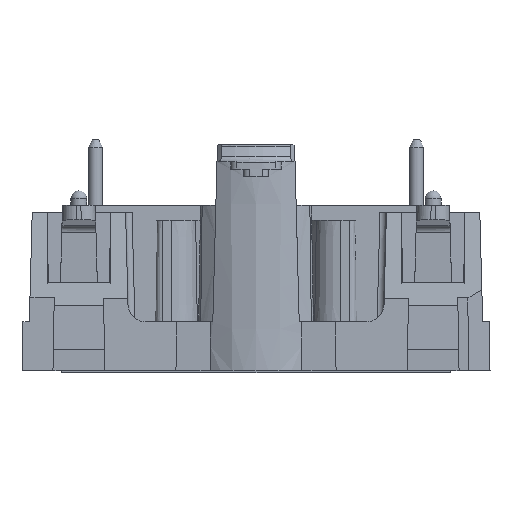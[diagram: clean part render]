
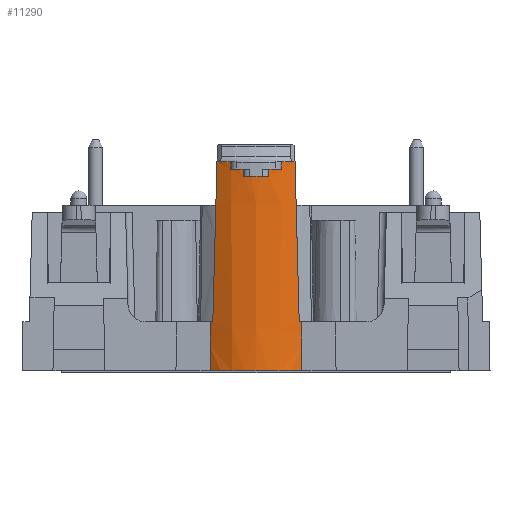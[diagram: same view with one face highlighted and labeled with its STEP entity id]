
A CAD part, left-side view. The second image highlights one B-rep face of the part: STEP entity #11290.
In plain terms, the highlighted conical face has half-angle 0.516 degrees and reference radius 5.5 mm.
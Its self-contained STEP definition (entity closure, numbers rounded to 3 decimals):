
#36=ELLIPSE('',#15318,283.039,6.957);
#37=ELLIPSE('',#15334,283.039,6.957);
#82=ELLIPSE('',#15530,248.172,3.71);
#83=ELLIPSE('',#15533,248.172,3.71);
#230=CONICAL_SURFACE('',#15531,5.5,0.009);
#320=CIRCLE('',#15320,5.6);
#321=CIRCLE('',#15323,5.595);
#322=CIRCLE('',#15326,5.591);
#323=CIRCLE('',#15329,5.595);
#324=CIRCLE('',#15332,5.6);
#378=CIRCLE('',#15521,5.5);
#380=CIRCLE('',#15524,5.5);
#383=CIRCLE('',#15532,5.469);
#746=B_SPLINE_CURVE_WITH_KNOTS('',3,(#22660,#22661,#22662,#22663,#22664,
#22665,#22666),.UNSPECIFIED.,.F.,.F.,(4,3,4),(0.002,0.002,
0.002),.UNSPECIFIED.);
#747=B_SPLINE_CURVE_WITH_KNOTS('',3,(#22674,#22675,#22676,#22677,#22678,
#22679,#22680),.UNSPECIFIED.,.F.,.F.,(4,3,4),(0.002,0.002,
0.003),.UNSPECIFIED.);
#748=B_SPLINE_CURVE_WITH_KNOTS('',3,(#22688,#22689,#22690,#22691,#22692,
#22693,#22694),.UNSPECIFIED.,.F.,.F.,(4,3,4),(0.002,0.002,
0.002),.UNSPECIFIED.);
#749=B_SPLINE_CURVE_WITH_KNOTS('',3,(#22702,#22703,#22704,#22705,#22706,
#22707,#22708),.UNSPECIFIED.,.F.,.F.,(4,3,4),(0.002,0.002,
0.002),.UNSPECIFIED.);
#2446=ORIENTED_EDGE('',*,*,#5005,.F.);
#2447=ORIENTED_EDGE('',*,*,#5006,.F.);
#2448=ORIENTED_EDGE('',*,*,#4998,.T.);
#2449=ORIENTED_EDGE('',*,*,#4786,.F.);
#2450=ORIENTED_EDGE('',*,*,#4784,.T.);
#2451=ORIENTED_EDGE('',*,*,#4782,.T.);
#2452=ORIENTED_EDGE('',*,*,#4780,.T.);
#2453=ORIENTED_EDGE('',*,*,#4778,.T.);
#2454=ORIENTED_EDGE('',*,*,#4776,.T.);
#2455=ORIENTED_EDGE('',*,*,#4774,.T.);
#2456=ORIENTED_EDGE('',*,*,#4772,.T.);
#2457=ORIENTED_EDGE('',*,*,#4770,.T.);
#2458=ORIENTED_EDGE('',*,*,#4768,.T.);
#2459=ORIENTED_EDGE('',*,*,#4766,.F.);
#2460=ORIENTED_EDGE('',*,*,#4996,.T.);
#2461=ORIENTED_EDGE('',*,*,#5003,.T.);
#4766=EDGE_CURVE('',#6227,#6228,#36,.F.);
#4768=EDGE_CURVE('',#6229,#6228,#320,.T.);
#4770=EDGE_CURVE('',#6230,#6229,#746,.T.);
#4772=EDGE_CURVE('',#6231,#6230,#321,.T.);
#4774=EDGE_CURVE('',#6232,#6231,#747,.T.);
#4776=EDGE_CURVE('',#6233,#6232,#322,.T.);
#4778=EDGE_CURVE('',#6234,#6233,#748,.T.);
#4780=EDGE_CURVE('',#6235,#6234,#323,.T.);
#4782=EDGE_CURVE('',#6236,#6235,#749,.T.);
#4784=EDGE_CURVE('',#6237,#6236,#324,.T.);
#4786=EDGE_CURVE('',#6237,#6238,#37,.F.);
#4996=EDGE_CURVE('',#6227,#6366,#378,.T.);
#4998=EDGE_CURVE('',#6367,#6238,#380,.T.);
#5003=EDGE_CURVE('',#6366,#6372,#82,.F.);
#5005=EDGE_CURVE('',#6373,#6372,#383,.F.);
#5006=EDGE_CURVE('',#6367,#6373,#83,.T.);
#6227=VERTEX_POINT('',#22651);
#6228=VERTEX_POINT('',#22653);
#6229=VERTEX_POINT('',#22657);
#6230=VERTEX_POINT('',#22667);
#6231=VERTEX_POINT('',#22671);
#6232=VERTEX_POINT('',#22681);
#6233=VERTEX_POINT('',#22685);
#6234=VERTEX_POINT('',#22695);
#6235=VERTEX_POINT('',#22699);
#6236=VERTEX_POINT('',#22709);
#6237=VERTEX_POINT('',#22713);
#6238=VERTEX_POINT('',#22717);
#6366=VERTEX_POINT('',#23167);
#6367=VERTEX_POINT('',#23171);
#6372=VERTEX_POINT('',#23184);
#6373=VERTEX_POINT('',#23189);
#9390=EDGE_LOOP('',(#2446,#2447,#2448,#2449,#2450,#2451,#2452,#2453,#2454,
#2455,#2456,#2457,#2458,#2459,#2460,#2461));
#10154=FACE_BOUND('',#9390,.T.);
#11290=ADVANCED_FACE('',(#10154),#230,.T.);
#15318=AXIS2_PLACEMENT_3D('',#22652,#16894,#16895);
#15320=AXIS2_PLACEMENT_3D('',#22656,#16899,#16900);
#15323=AXIS2_PLACEMENT_3D('',#22670,#16907,#16908);
#15326=AXIS2_PLACEMENT_3D('',#22684,#16915,#16916);
#15329=AXIS2_PLACEMENT_3D('',#22698,#16923,#16924);
#15332=AXIS2_PLACEMENT_3D('',#22712,#16931,#16932);
#15334=AXIS2_PLACEMENT_3D('',#22716,#16936,#16937);
#15521=AXIS2_PLACEMENT_3D('',#23168,#17418,#17419);
#15524=AXIS2_PLACEMENT_3D('',#23172,#17424,#17425);
#15530=AXIS2_PLACEMENT_3D('',#23185,#17438,#17439);
#15531=AXIS2_PLACEMENT_3D('',#23187,#17441,#17442);
#15532=AXIS2_PLACEMENT_3D('',#23188,#17443,#17444);
#15533=AXIS2_PLACEMENT_3D('',#23190,#17445,#17446);
#16894=DIRECTION('',(0.,-1.,-0.026));
#16895=DIRECTION('',(0.,-0.026,1.));
#16899=DIRECTION('',(0.,0.,-1.));
#16900=DIRECTION('',(-1.,0.,0.));
#16907=DIRECTION('',(0.,0.,-1.));
#16908=DIRECTION('',(-1.,0.,0.));
#16915=DIRECTION('',(0.,0.,-1.));
#16916=DIRECTION('',(-1.,0.,0.));
#16923=DIRECTION('',(0.,0.,-1.));
#16924=DIRECTION('',(-1.,0.,0.));
#16931=DIRECTION('',(0.,0.,-1.));
#16932=DIRECTION('',(-1.,0.,0.));
#16936=DIRECTION('',(0.,1.,-0.026));
#16937=DIRECTION('',(0.,0.026,1.));
#17418=DIRECTION('',(0.,0.,-1.));
#17419=DIRECTION('',(-1.,0.,0.));
#17424=DIRECTION('',(0.,0.,-1.));
#17425=DIRECTION('',(-1.,0.,0.));
#17438=DIRECTION('',(1.,0.,0.017));
#17439=DIRECTION('',(-0.017,0.,1.));
#17441=DIRECTION('',(0.,0.,1.));
#17442=DIRECTION('',(-1.,0.,0.));
#17443=DIRECTION('',(0.,0.,1.));
#17444=DIRECTION('',(1.,0.,0.));
#17445=DIRECTION('',(1.,0.,0.017));
#17446=DIRECTION('',(-0.017,0.,1.));
#22651=CARTESIAN_POINT('',(-32.11,3.,3.4));
#22652=CARTESIAN_POINT('',(-27.5,-2.549,215.309));
#22653=CARTESIAN_POINT('',(-32.401,2.709,14.5));
#22656=CARTESIAN_POINT('',(-27.5,0.,14.5));
#22657=CARTESIAN_POINT('',(-32.82,1.75,14.5));
#22660=CARTESIAN_POINT('',(-32.815,1.75,14.));
#22661=CARTESIAN_POINT('',(-32.815,1.75,14.05));
#22662=CARTESIAN_POINT('',(-32.816,1.75,14.1));
#22663=CARTESIAN_POINT('',(-32.816,1.75,14.15));
#22664=CARTESIAN_POINT('',(-32.817,1.75,14.266));
#22665=CARTESIAN_POINT('',(-32.818,1.75,14.383));
#22666=CARTESIAN_POINT('',(-32.82,1.75,14.5));
#22667=CARTESIAN_POINT('',(-32.815,1.75,14.));
#22670=CARTESIAN_POINT('',(-27.5,0.,14.));
#22671=CARTESIAN_POINT('',(-33.023,0.9,14.));
#22674=CARTESIAN_POINT('',(-33.018,0.9,13.5));
#22675=CARTESIAN_POINT('',(-33.018,0.9,13.542));
#22676=CARTESIAN_POINT('',(-33.019,0.9,13.583));
#22677=CARTESIAN_POINT('',(-33.019,0.9,13.625));
#22678=CARTESIAN_POINT('',(-33.02,0.9,13.75));
#22679=CARTESIAN_POINT('',(-33.021,0.9,13.875));
#22680=CARTESIAN_POINT('',(-33.023,0.9,14.));
#22681=CARTESIAN_POINT('',(-33.018,0.9,13.5));
#22684=CARTESIAN_POINT('',(-27.5,0.,13.5));
#22685=CARTESIAN_POINT('',(-33.018,-0.9,13.5));
#22688=CARTESIAN_POINT('',(-33.023,-0.9,14.));
#22689=CARTESIAN_POINT('',(-33.021,-0.9,13.875));
#22690=CARTESIAN_POINT('',(-33.02,-0.9,13.75));
#22691=CARTESIAN_POINT('',(-33.019,-0.9,13.625));
#22692=CARTESIAN_POINT('',(-33.019,-0.9,13.583));
#22693=CARTESIAN_POINT('',(-33.018,-0.9,13.542));
#22694=CARTESIAN_POINT('',(-33.018,-0.9,13.5));
#22695=CARTESIAN_POINT('',(-33.023,-0.9,14.));
#22698=CARTESIAN_POINT('',(-27.5,0.,14.));
#22699=CARTESIAN_POINT('',(-32.815,-1.75,14.));
#22702=CARTESIAN_POINT('',(-32.82,-1.75,14.5));
#22703=CARTESIAN_POINT('',(-32.818,-1.75,14.383));
#22704=CARTESIAN_POINT('',(-32.817,-1.75,14.266));
#22705=CARTESIAN_POINT('',(-32.816,-1.75,14.15));
#22706=CARTESIAN_POINT('',(-32.816,-1.75,14.1));
#22707=CARTESIAN_POINT('',(-32.815,-1.75,14.05));
#22708=CARTESIAN_POINT('',(-32.815,-1.75,14.));
#22709=CARTESIAN_POINT('',(-32.82,-1.75,14.5));
#22712=CARTESIAN_POINT('',(-27.5,0.,14.5));
#22713=CARTESIAN_POINT('',(-32.401,-2.709,14.5));
#22716=CARTESIAN_POINT('',(-27.5,2.549,215.309));
#22717=CARTESIAN_POINT('',(-32.11,-3.,3.4));
#23167=CARTESIAN_POINT('',(-32.,3.162,3.4));
#23168=CARTESIAN_POINT('',(-27.5,0.,3.4));
#23171=CARTESIAN_POINT('',(-32.,-3.162,3.4));
#23172=CARTESIAN_POINT('',(-27.5,0.,3.4));
#23184=CARTESIAN_POINT('',(-31.941,3.193,0.));
#23185=CARTESIAN_POINT('',(-29.735,0.,-126.336));
#23187=CARTESIAN_POINT('',(-27.5,0.,3.4));
#23188=CARTESIAN_POINT('',(-27.5,0.,0.));
#23189=CARTESIAN_POINT('',(-31.941,-3.193,0.));
#23190=CARTESIAN_POINT('',(-29.735,0.,-126.336));
